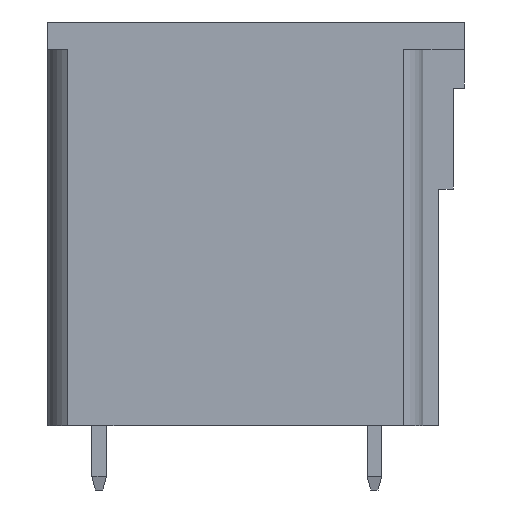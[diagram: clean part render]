
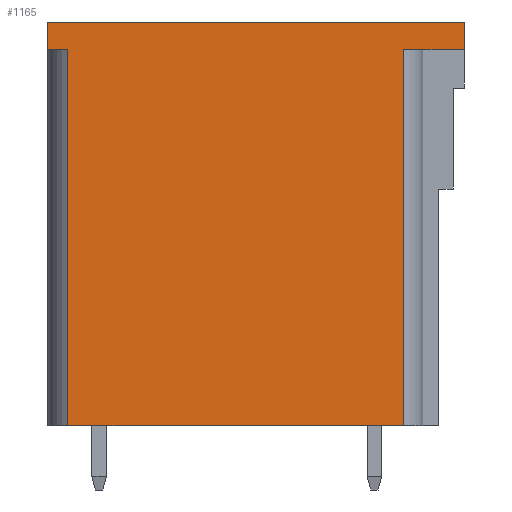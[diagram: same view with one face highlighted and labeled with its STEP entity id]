
A CAD part, left-side view. The second image highlights one B-rep face of the part: STEP entity #1165.
In plain terms, the highlighted planar face has unit normal (-1, 0, 0).
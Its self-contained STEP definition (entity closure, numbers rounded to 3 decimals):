
#1165 = ADVANCED_FACE( '', ( #2501 ), #2502, .F. );
#2501 = FACE_OUTER_BOUND( '', #4063, .T. );
#2502 = PLANE( '', #4064 );
#4063 = EDGE_LOOP( '', ( #7128, #7129, #7130, #7131, #7132, #7133, #7134, #7135 ) );
#4064 = AXIS2_PLACEMENT_3D( '', #7136, #7137, #7138 );
#7128 = ORIENTED_EDGE( '', *, *, #10725, .F. );
#7129 = ORIENTED_EDGE( '', *, *, #10089, .F. );
#7130 = ORIENTED_EDGE( '', *, *, #10244, .F. );
#7131 = ORIENTED_EDGE( '', *, *, #10726, .F. );
#7132 = ORIENTED_EDGE( '', *, *, #10727, .F. );
#7133 = ORIENTED_EDGE( '', *, *, #9595, .F. );
#7134 = ORIENTED_EDGE( '', *, *, #10682, .T. );
#7135 = ORIENTED_EDGE( '', *, *, #10323, .T. );
#7136 = CARTESIAN_POINT( '', ( -10.91, 0., 0. ) );
#7137 = DIRECTION( '', ( 1., 0., 0. ) );
#7138 = DIRECTION( '', ( 0., 0., -1. ) );
#9595 = EDGE_CURVE( '', #11510, #11512, #11513, .T. );
#10089 = EDGE_CURVE( '', #12356, #12351, #12358, .T. );
#10244 = EDGE_CURVE( '', #12599, #12356, #12601, .T. );
#10323 = EDGE_CURVE( '', #12722, #12720, #12723, .T. );
#10682 = EDGE_CURVE( '', #11510, #12722, #13252, .T. );
#10725 = EDGE_CURVE( '', #12351, #12720, #13314, .T. );
#10726 = EDGE_CURVE( '', #13315, #12599, #13316, .T. );
#10727 = EDGE_CURVE( '', #11512, #13315, #13317, .T. );
#11510 = VERTEX_POINT( '', #14294 );
#11512 = VERTEX_POINT( '', #14297 );
#11513 = LINE( '', #14298, #14299 );
#12351 = VERTEX_POINT( '', #15594 );
#12356 = VERTEX_POINT( '', #15601 );
#12358 = LINE( '', #15604, #15605 );
#12599 = VERTEX_POINT( '', #15998 );
#12601 = LINE( '', #16001, #16002 );
#12720 = VERTEX_POINT( '', #16178 );
#12722 = VERTEX_POINT( '', #16181 );
#12723 = LINE( '', #16182, #16183 );
#13252 = LINE( '', #17041, #17042 );
#13314 = LINE( '', #17154, #17155 );
#13315 = VERTEX_POINT( '', #17156 );
#13316 = LINE( '', #17157, #17158 );
#13317 = LINE( '', #17159, #17160 );
#14294 = CARTESIAN_POINT( '', ( -10.91, 11.35, -1.5 ) );
#14297 = CARTESIAN_POINT( '', ( -10.91, 11.35, 0. ) );
#14298 = CARTESIAN_POINT( '', ( -10.91, 11.35, -22. ) );
#14299 = VECTOR( '', #18315, 1000. );
#15594 = CARTESIAN_POINT( '', ( -10.91, -8.05, -22. ) );
#15601 = CARTESIAN_POINT( '', ( -10.91, -8.05, -1.5 ) );
#15604 = CARTESIAN_POINT( '', ( -10.91, -8.05, -1.5 ) );
#15605 = VECTOR( '', #18755, 1000. );
#15998 = CARTESIAN_POINT( '', ( -10.91, -11.35, -1.5 ) );
#16001 = CARTESIAN_POINT( '', ( -10.91, -11.35, -1.5 ) );
#16002 = VECTOR( '', #18894, 1000. );
#16178 = CARTESIAN_POINT( '', ( -10.91, 10.25, -22. ) );
#16181 = CARTESIAN_POINT( '', ( -10.91, 10.25, -1.5 ) );
#16182 = CARTESIAN_POINT( '', ( -10.91, 10.25, -1.5 ) );
#16183 = VECTOR( '', #18965, 1000. );
#17041 = CARTESIAN_POINT( '', ( -10.91, 11.35, -1.5 ) );
#17042 = VECTOR( '', #19268, 1000. );
#17154 = CARTESIAN_POINT( '', ( -10.91, -9.95, -22. ) );
#17155 = VECTOR( '', #19298, 1000. );
#17156 = CARTESIAN_POINT( '', ( -10.91, -11.35, 0. ) );
#17157 = CARTESIAN_POINT( '', ( -10.91, -11.35, 0. ) );
#17158 = VECTOR( '', #19299, 1000. );
#17159 = CARTESIAN_POINT( '', ( -10.91, 11.35, 0. ) );
#17160 = VECTOR( '', #19300, 1000. );
#18315 = DIRECTION( '', ( 0., 0., 1. ) );
#18755 = DIRECTION( '', ( 0., 0., -1. ) );
#18894 = DIRECTION( '', ( 0., 1., 0. ) );
#18965 = DIRECTION( '', ( 0., 0., -1. ) );
#19268 = DIRECTION( '', ( 0., -1., 0. ) );
#19298 = DIRECTION( '', ( 0., 1., 0. ) );
#19299 = DIRECTION( '', ( 0., 0., -1. ) );
#19300 = DIRECTION( '', ( 0., -1., 0. ) );
